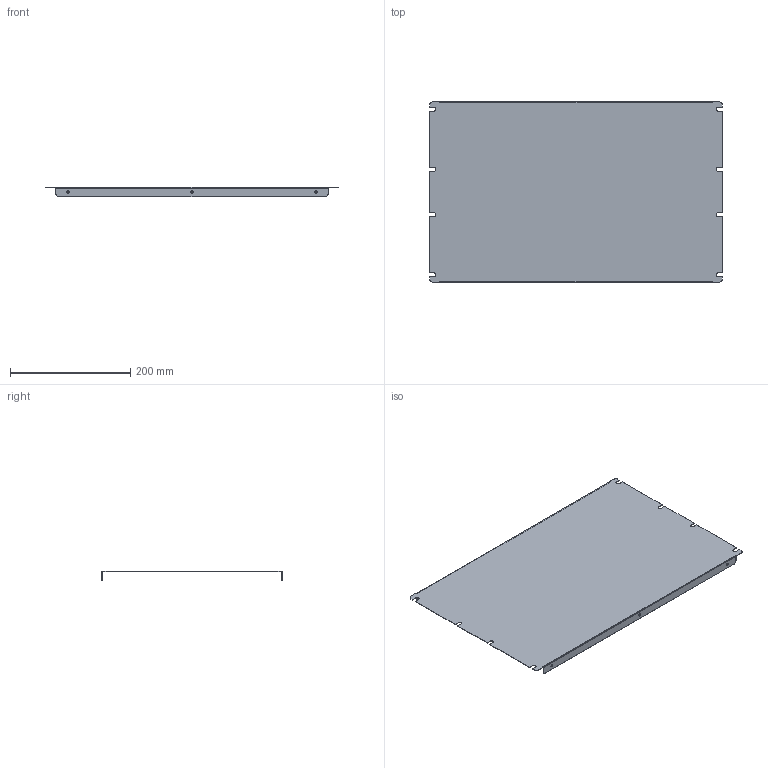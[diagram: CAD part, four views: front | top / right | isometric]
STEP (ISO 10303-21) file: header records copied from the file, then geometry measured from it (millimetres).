
FILE_DESCRIPTION (( 'STEP AP203' ), '1' );
FILE_NAME ('YKM40D-FO-PVS-030-060 ÀÃÈÅ 275.00.003 Ôàëüø ïàíåëü âíóòðåííÿÿ ãëóõàÿ 300õ600 FORMAT IEK.STEP', '2020-12-14T13:34:08', ( '' ), ( '' ), 'SwSTEP 2.0', 'SolidWorks 2017', '' );
FILE_SCHEMA (( 'CONFIG_CONTROL_DESIGN' ));
Length unit declared in the file: millimetre
Products named in the file (1): YKM40D-FO-PVS-030-060  ÀÃÈÅ 275.00.003 Ôàëüø ïàíåëü âíóòðåííÿÿ ãëóõàÿ 300õ600 FORMAT IEK
Bounding box: 486.5 x 299.6 x 15 mm (x, y, z)
Volume: 126446.6 mm3; surface area: 316396.8 mm2
Topology: 1 solids, 1 shells, 72 faces, 209 edges, 139 vertices
Faces by surface type: plane 50, cylinder 22
Full cylindrical faces by diameter (mm): 4.2 x6
Entity records: 2413 total; most frequent: CARTESIAN_POINT 409, ORIENTED_EDGE 400, DIRECTION 390, EDGE_CURVE 200, LINE 156, VECTOR 156, VERTEX_POINT 136, AXIS2_PLACEMENT_3D 117
